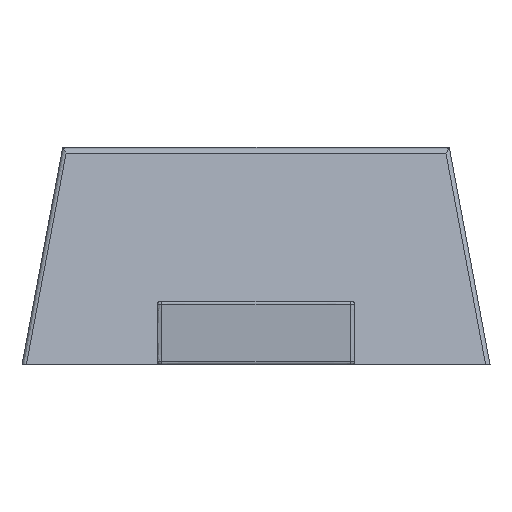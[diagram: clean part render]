
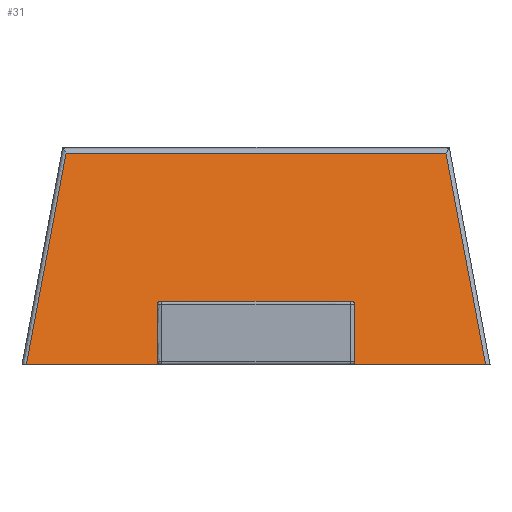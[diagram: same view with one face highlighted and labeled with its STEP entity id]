
A CAD part, left-side view. The second image highlights one B-rep face of the part: STEP entity #31.
In plain terms, the highlighted free-form (B-spline) face has degree [3, 1] with [4, 2] control points.
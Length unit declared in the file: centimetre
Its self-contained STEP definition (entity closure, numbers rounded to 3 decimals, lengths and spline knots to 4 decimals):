
#31=ADVANCED_FACE('',(#79),#566,.T.);
#79=FACE_OUTER_BOUND('',#127,.T.);
#127=EDGE_LOOP('',(#217,#218,#219,#220));
#217=ORIENTED_EDGE('',*,*,#393,.T.);
#218=ORIENTED_EDGE('',*,*,#379,.T.);
#219=ORIENTED_EDGE('',*,*,#376,.T.);
#220=ORIENTED_EDGE('',*,*,#397,.F.);
#376=EDGE_CURVE('',#478,#489,#581,.T.);
#379=EDGE_CURVE('',#475,#478,#582,.T.);
#393=EDGE_CURVE('',#487,#475,#661,.T.);
#397=EDGE_CURVE('',#487,#489,#589,.T.);
#475=VERTEX_POINT('',#1141);
#478=VERTEX_POINT('',#1144);
#487=VERTEX_POINT('',#1153);
#489=VERTEX_POINT('',#1155);
#566=B_SPLINE_SURFACE_WITH_KNOTS('',3,1,((#1108,#1109),(#1110,#1111),(#1112,
#1113),(#1114,#1115)),.UNSPECIFIED.,.F.,.F.,.F.,(4,4),(2,2),(1.8545,
16.5967),(116.5233,141.2363),.UNSPECIFIED.);
#581=(
BOUNDED_CURVE()
B_SPLINE_CURVE(3,(#801,#802,#803,#804),.UNSPECIFIED.,.F.,.F.)
B_SPLINE_CURVE_WITH_KNOTS((4,4),(0.2186,25.5414),.UNSPECIFIED.)
CURVE()
GEOMETRIC_REPRESENTATION_ITEM()
RATIONAL_B_SPLINE_CURVE((1.,1.,1.,1.))
REPRESENTATION_ITEM('')
);
#582=(
BOUNDED_CURVE()
B_SPLINE_CURVE(3,(#829,#830,#831,#832),.UNSPECIFIED.,.F.,.F.)
B_SPLINE_CURVE_WITH_KNOTS((4,4),(0.0533,14.6496),.UNSPECIFIED.)
CURVE()
GEOMETRIC_REPRESENTATION_ITEM()
RATIONAL_B_SPLINE_CURVE((1.,1.,1.,1.))
REPRESENTATION_ITEM('')
);
#589=(
BOUNDED_CURVE()
B_SPLINE_CURVE(3,(#945,#946,#947,#948),.UNSPECIFIED.,.F.,.F.)
B_SPLINE_CURVE_WITH_KNOTS((4,4),(0.0533,14.6496),.UNSPECIFIED.)
CURVE()
GEOMETRIC_REPRESENTATION_ITEM()
RATIONAL_B_SPLINE_CURVE((1.,1.,1.,1.))
REPRESENTATION_ITEM('')
);
#661=B_SPLINE_CURVE_WITH_KNOTS('',1,(#914,#915),.UNSPECIFIED.,.F.,.F.,(2,
2),(116.5233,141.2363),.UNSPECIFIED.);
#801=CARTESIAN_POINT('',(3.9759,7.3351,14.1113));
#802=CARTESIAN_POINT('',(3.9759,15.776,14.1113));
#803=CARTESIAN_POINT('',(3.9759,24.217,14.1113));
#804=CARTESIAN_POINT('',(3.9759,32.6579,14.1113));
#829=CARTESIAN_POINT('',(1.3375,4.6967,0.));
#830=CARTESIAN_POINT('',(2.2169,5.5762,4.7038));
#831=CARTESIAN_POINT('',(3.0964,6.4556,9.4075));
#832=CARTESIAN_POINT('',(3.9759,7.3351,14.1113));
#914=CARTESIAN_POINT('',(1.3375,35.2963,0.));
#915=CARTESIAN_POINT('',(1.3375,4.6967,0.));
#945=CARTESIAN_POINT('',(1.3375,35.2963,0.));
#946=CARTESIAN_POINT('',(2.2169,34.4168,4.7038));
#947=CARTESIAN_POINT('',(3.0964,33.5374,9.4075));
#948=CARTESIAN_POINT('',(3.9759,32.6579,14.1113));
#1108=CARTESIAN_POINT('',(4.0023,32.6819,14.2524));
#1109=CARTESIAN_POINT('',(4.0023,7.3111,14.2524));
#1110=CARTESIAN_POINT('',(3.114,33.5534,9.5016));
#1111=CARTESIAN_POINT('',(3.114,6.4396,9.5016));
#1112=CARTESIAN_POINT('',(2.2257,34.4248,4.7508));
#1113=CARTESIAN_POINT('',(2.2257,5.5682,4.7508));
#1114=CARTESIAN_POINT('',(1.3375,35.2963,0.));
#1115=CARTESIAN_POINT('',(1.3375,4.6967,0.));
#1141=CARTESIAN_POINT('',(1.3375,4.6967,0.));
#1144=CARTESIAN_POINT('',(3.9759,7.3351,14.1113));
#1153=CARTESIAN_POINT('',(1.3375,35.2963,0.));
#1155=CARTESIAN_POINT('',(3.9759,32.6579,14.1113));
